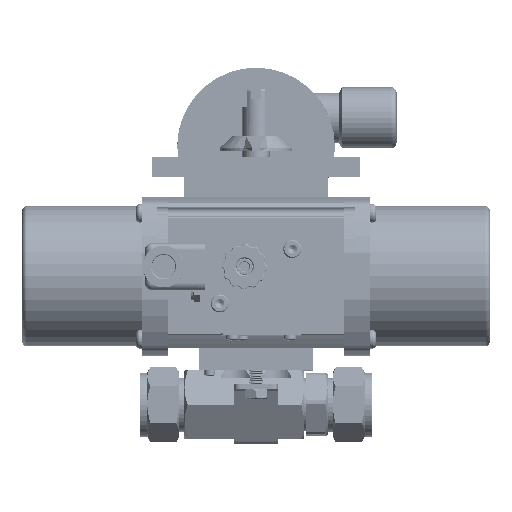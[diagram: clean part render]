
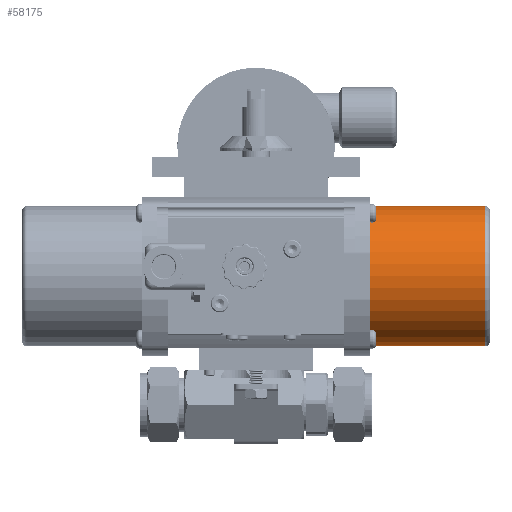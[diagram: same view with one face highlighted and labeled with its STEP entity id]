
A CAD part, top view. The second image highlights one B-rep face of the part: STEP entity #58175.
In plain terms, the highlighted cylindrical face has radius 30.963 mm (diameter 61.925 mm), a partial arc.
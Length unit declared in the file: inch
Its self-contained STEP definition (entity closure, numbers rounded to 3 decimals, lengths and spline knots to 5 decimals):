
#1518 = VERTEX_POINT ( 'NONE', #97592 ) ;
#1869 = LINE ( 'NONE', #94992, #101409 ) ;
#20505 = ORIENTED_EDGE ( 'NONE', *, *, #64997, .T. ) ;
#20737 = AXIS2_PLACEMENT_3D ( 'NONE', #68151, #157050, #32574 ) ;
#23146 = ORIENTED_EDGE ( 'NONE', *, *, #33997, .T. ) ;
#24589 = DIRECTION ( 'NONE',  ( -1., 0., 0. ) ) ;
#26825 = DIRECTION ( 'NONE',  ( -1., 0., 0. ) ) ;
#32574 = DIRECTION ( 'NONE',  ( 0., 1., 0. ) ) ;
#33997 = EDGE_CURVE ( 'NONE', #200658, #1518, #1869, .T. ) ;
#37620 = CARTESIAN_POINT ( 'NONE',  ( 3.9725, 3.44875, 0. ) ) ;
#43274 = CARTESIAN_POINT ( 'NONE',  ( 3.9725, 2.22975, 0. ) ) ;
#58175 = ADVANCED_FACE ( 'NONE', ( #183205 ), #130659, .T. ) ;
#59097 = AXIS2_PLACEMENT_3D ( 'NONE', #43274, #167019, #61047 ) ;
#61047 = DIRECTION ( 'NONE',  ( 0., -1., 0. ) ) ;
#64997 = EDGE_CURVE ( 'NONE', #1518, #73562, #178386, .T. ) ;
#68151 = CARTESIAN_POINT ( 'NONE',  ( 1.7145, 2.22975, 0. ) ) ;
#73562 = VERTEX_POINT ( 'NONE', #193601 ) ;
#78997 = DIRECTION ( 'NONE',  ( 1., 0., 0. ) ) ;
#93479 = CIRCLE ( 'NONE', #59097, 1.219 ) ;
#94992 = CARTESIAN_POINT ( 'NONE',  ( 1.7145, 3.44875, 0. ) ) ;
#97592 = CARTESIAN_POINT ( 'NONE',  ( 1.8575, 3.44875, 0. ) ) ;
#101409 = VECTOR ( 'NONE', #24589, 39.37008 ) ;
#114346 = CARTESIAN_POINT ( 'NONE',  ( 3.9725, 1.01075, 0. ) ) ;
#114528 = VECTOR ( 'NONE', #26825, 39.37008 ) ;
#114982 = CARTESIAN_POINT ( 'NONE',  ( 1.7145, 1.01075, 0. ) ) ;
#127060 = AXIS2_PLACEMENT_3D ( 'NONE', #184863, #78997, #202654 ) ;
#127831 = ORIENTED_EDGE ( 'NONE', *, *, #147590, .T. ) ;
#130659 = CYLINDRICAL_SURFACE ( 'NONE', #20737, 1.219 ) ;
#131148 = EDGE_CURVE ( 'NONE', #201290, #73562, #214126, .T. ) ;
#147590 = EDGE_CURVE ( 'NONE', #201290, #200658, #93479, .T. ) ;
#157050 = DIRECTION ( 'NONE',  ( -1., 0., 0. ) ) ;
#167019 = DIRECTION ( 'NONE',  ( -1., 0., 0. ) ) ;
#171594 = ORIENTED_EDGE ( 'NONE', *, *, #131148, .F. ) ;
#178386 = CIRCLE ( 'NONE', #127060, 1.219 ) ;
#183205 = FACE_OUTER_BOUND ( 'NONE', #205944, .T. ) ;
#184863 = CARTESIAN_POINT ( 'NONE',  ( 1.8575, 2.22975, 0. ) ) ;
#193601 = CARTESIAN_POINT ( 'NONE',  ( 1.8575, 1.01075, 0. ) ) ;
#200658 = VERTEX_POINT ( 'NONE', #37620 ) ;
#201290 = VERTEX_POINT ( 'NONE', #114346 ) ;
#202654 = DIRECTION ( 'NONE',  ( 0., -1., 0. ) ) ;
#205944 = EDGE_LOOP ( 'NONE', ( #171594, #127831, #23146, #20505 ) ) ;
#214126 = LINE ( 'NONE', #114982, #114528 ) ;
